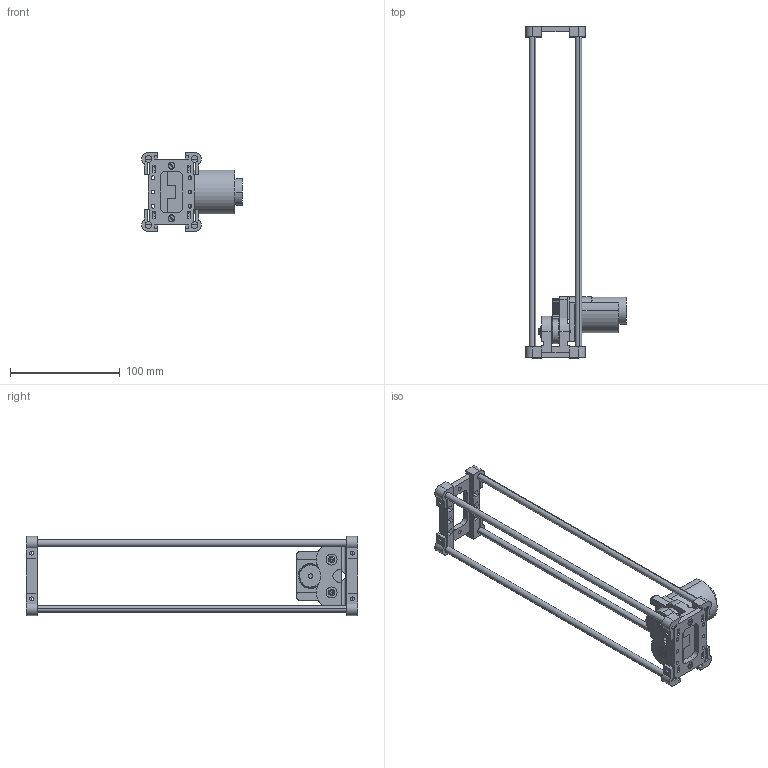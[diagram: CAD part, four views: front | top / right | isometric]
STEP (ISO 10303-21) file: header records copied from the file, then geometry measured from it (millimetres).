
FILE_DESCRIPTION (( 'STEP AP214' ), '1' );
FILE_NAME ('ascenseur_v5.STEP', '2014-01-20T17:00:00', ( 'Cédric' ), ( '' ), 'SwSTEP 2.0', 'SolidWorks 2013', '' );
FILE_SCHEMA (( 'AUTOMOTIVE_DESIGN' ));
Length unit declared in the file: millimetre
Products named in the file (15): roulement; SupportRoulementBase_v5.2; hex thin nut chamfered gradeab_iso_Hexagon Thin Nut ISO - 4035 - M3 - N; slotted countersunk flat head screw_iso_ISO 2009 - M3 x 10 --- 10N; Raille; ascenseur_v5; ISO - Spur gear 0.6M 36T 20PA 11FW ---S36A75H50L4.0N_ISO - Spur gear 0.6M 36T 20PA 11FW ---S36A75H50L4.0N; Base_SupportRoulement_MoroReducteur_v5.2.3; BaseAscenseurv5.3_AvecPlot; SupportRoulementAvecMoteur_v5.2; ProtectionMoteur; slotted pan head screw_iso_ISO 1580 - M3 x 30 --- 30N; flat washer regular_am_B18.22M - Plain washer, 3 mm, regular; SupportRoulementFlasque; MotoReducteur34_1
Assembly tree (29 placements, depth 4):
  ascenseur_v5
    Raille  x4
    Base_SupportRoulement_MoroReducteur_v5.2.3
      slotted countersunk flat head screw_iso_ISO 2009 - M3 x 10 --- 10N  x2
      hex thin nut chamfered gradeab_iso_Hexagon Thin Nut ISO - 4035 - M3 - N  x2
      SupportRoulementAvecMoteur_v5.2
        SupportRoulementBase_v5.2
        roulement  x2
        MotoReducteur34_1
        SupportRoulementFlasque
        flat washer regular_am_B18.22M - Plain washer, 3 mm, regular  x4
        slotted pan head screw_iso_ISO 1580 - M3 x 30 --- 30N  x2
        hex thin nut chamfered gradeab_iso_Hexagon Thin Nut ISO - 4035 - M3 - N  x2
        slotted countersunk flat head screw_iso_ISO 2009 - M3 x 10 --- 10N  x2
        ProtectionMoteur
      BaseAscenseurv5.3_AvecPlot
    BaseAscenseurv5.3_AvecPlot
    ISO - Spur gear 0.6M 36T 20PA 11FW ---S36A75H50L4.0N_ISO - Spur gear 0.6M 36T 20PA 11FW ---S36A75H50L4.0N
Bounding box: 91.3 x 302 x 72 mm (x, y, z)
Volume: 154471.2 mm3; surface area: 82847 mm2
Topology: 27 solids, 27 shells, 992 faces, 2544 edges, 1634 vertices
Faces by surface type: plane 440, cylinder 432, cone 104, torus 16
Entity records: 20296 total; most frequent: CARTESIAN_POINT 3678, DIRECTION 3548, ORIENTED_EDGE 3256, EDGE_CURVE 1628, AXIS2_PLACEMENT_3D 1334, VERTEX_POINT 1058, LINE 880, VECTOR 880
